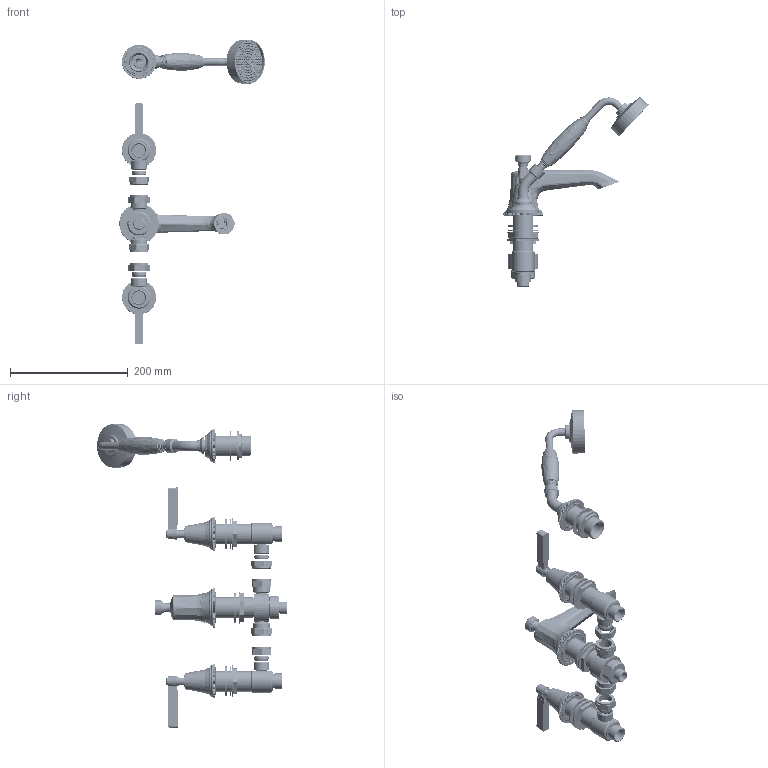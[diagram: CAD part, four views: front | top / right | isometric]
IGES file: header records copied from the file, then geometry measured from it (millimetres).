
Global section: file name: No Iges File Name specified; native system: Autodesk Inventor 2012; preprocessor: AutoDesk Inventor Iges Exporter R2012; author: mblakey; date: 20130214.105404; units: millimetre
Bounding box: 247.28 x 322.66 x 516.32 mm (x, y, z)
Volume: 847215.8 mm3; surface area: 417400.9 mm2
Topology: 93 solids, 94 shells, 6487 faces, 15066 edges, 9264 vertices
Faces by surface type: plane 3293, cylinder 1113, cone 1100, revolution 572, bspline 235, torus 174
Full cylindrical faces by diameter (mm): 2.5 x168, 2.78 x1, 3.141 x2, 3.2 x1, 4 x7, 4.6 x1, 5.8 x2, 6.35 x1, 7 x1, 8 x2, 8.85 x2, 9.1 x2, 9.3 x2, 9.4 x1, 9.7 x4, 11.2 x1, 11.25 x4, 11.9 x3, 11.998 x2, 12.6 x6, 12.7 x6, 13.4 x2, 14 x1, 14.1 x1, 14.75 x1, 14.8 x4, 14.9 x2, 15.2 x3, 16 x2, 16.5 x2
